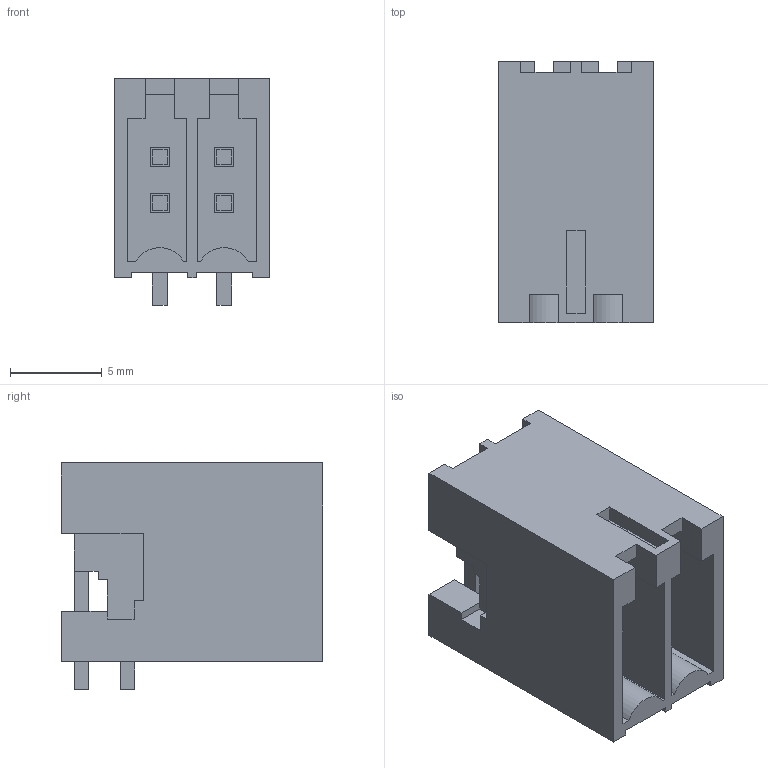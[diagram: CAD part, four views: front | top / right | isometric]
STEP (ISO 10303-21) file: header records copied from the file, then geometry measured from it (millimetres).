
FILE_DESCRIPTION(('CATIA V5 STEP Exchange','CAx-IF Rec.Pracs.--- Model Styling and Organization---1.2---2011-12-15'),'2;1');
FILE_NAME ('D1450655_0', '2018-03-29T10:05:18+00:00', ('none'), ('Weidmueller'), 'CATIA Version 5-6 Release 2014', 'CATIA V5 STEP AP214', 'none');
FILE_SCHEMA(('AUTOMOTIVE_DESIGN { 1 0 10303 214 1 1 1 1 }'));
Length unit declared in the file: millimetre
Products named in the file (1): 1289630000
Bounding box: 8.4 x 14.2 x 12.3 mm (x, y, z)
Volume: 681.2 mm3; surface area: 1589 mm2
Topology: 5 solids, 5 shells, 170 faces, 479 edges, 320 vertices
Faces by surface type: plane 166, cylinder 4
Entity records: 5200 total; most frequent: ORIENTED_EDGE 958, CARTESIAN_POINT 926, DIRECTION 731, EDGE_CURVE 479, VECTOR 471, LINE 471, VERTEX_POINT 320, EDGE_LOOP 179
